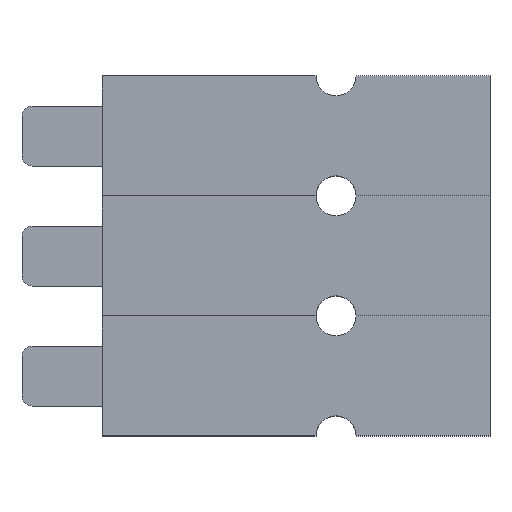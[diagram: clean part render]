
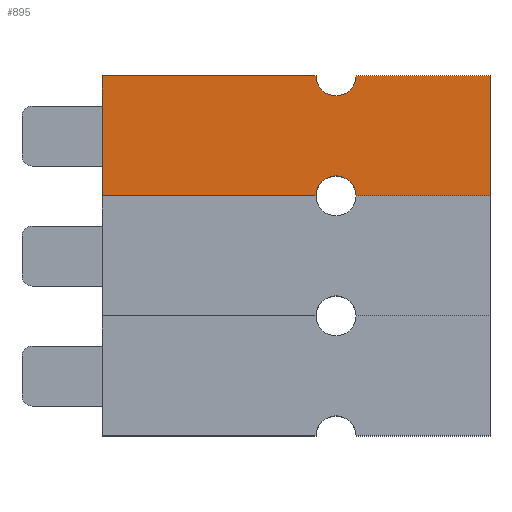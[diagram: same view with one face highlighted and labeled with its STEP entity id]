
A CAD part, top view. The second image highlights one B-rep face of the part: STEP entity #895.
In plain terms, the highlighted planar face has unit normal (0, 0, 1).
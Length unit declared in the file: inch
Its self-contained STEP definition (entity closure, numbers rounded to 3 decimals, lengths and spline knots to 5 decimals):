
#750=CIRCLE('',#2580,0.05);
#751=CIRCLE('',#2581,0.05);
#801=FACE_OUTER_BOUND('',#1091,.T.);
#895=ADVANCED_FACE('',(#801),#987,.T.);
#987=PLANE('',#2582);
#1091=EDGE_LOOP('',(#1384,#1385,#1386,#1387,#1388,#1389,#1390,#1391));
#1384=ORIENTED_EDGE('',*,*,#1958,.F.);
#1385=ORIENTED_EDGE('',*,*,#1953,.T.);
#1386=ORIENTED_EDGE('',*,*,#1906,.T.);
#1387=ORIENTED_EDGE('',*,*,#1920,.T.);
#1388=ORIENTED_EDGE('',*,*,#1959,.F.);
#1389=ORIENTED_EDGE('',*,*,#1955,.T.);
#1390=ORIENTED_EDGE('',*,*,#1947,.T.);
#1391=ORIENTED_EDGE('',*,*,#1914,.T.);
#1710=VERTEX_POINT('',#3296);
#1711=VERTEX_POINT('',#3298);
#1718=VERTEX_POINT('',#3313);
#1719=VERTEX_POINT('',#3315);
#1723=VERTEX_POINT('',#3325);
#1745=VERTEX_POINT('',#3379);
#1750=VERTEX_POINT('',#3391);
#1751=VERTEX_POINT('',#3395);
#1906=EDGE_CURVE('',#1711,#1710,#2150,.T.);
#1914=EDGE_CURVE('',#1719,#1718,#2158,.T.);
#1920=EDGE_CURVE('',#1710,#1723,#2164,.T.);
#1947=EDGE_CURVE('',#1745,#1719,#2189,.T.);
#1953=EDGE_CURVE('',#1750,#1711,#2195,.T.);
#1955=EDGE_CURVE('',#1751,#1745,#2197,.T.);
#1958=EDGE_CURVE('',#1750,#1718,#750,.T.);
#1959=EDGE_CURVE('',#1751,#1723,#751,.T.);
#2150=LINE('',#3297,#2378);
#2158=LINE('',#3314,#2386);
#2164=LINE('',#3326,#2392);
#2189=LINE('',#3378,#2417);
#2195=LINE('',#3390,#2423);
#2197=LINE('',#3394,#2425);
#2378=VECTOR('',#2809,1.);
#2386=VECTOR('',#2819,1.);
#2392=VECTOR('',#2827,1.);
#2417=VECTOR('',#2864,1.);
#2423=VECTOR('',#2872,1.);
#2425=VECTOR('',#2876,1.);
#2580=AXIS2_PLACEMENT_3D('',#3399,#2881,#2882);
#2581=AXIS2_PLACEMENT_3D('',#3400,#2883,#2884);
#2582=AXIS2_PLACEMENT_3D('',#3401,#2885,#2886);
#2809=DIRECTION('',(0.,-1.,0.));
#2819=DIRECTION('',(-1.,0.,0.));
#2827=DIRECTION('',(1.,0.,0.));
#2864=DIRECTION('',(0.,1.,0.));
#2872=DIRECTION('',(-1.,0.,0.));
#2876=DIRECTION('',(1.,0.,0.));
#2881=DIRECTION('',(0.,0.,1.));
#2882=DIRECTION('',(1.,0.,0.));
#2883=DIRECTION('',(0.,0.,1.));
#2884=DIRECTION('',(1.,0.,0.));
#2885=DIRECTION('',(0.,0.,1.));
#2886=DIRECTION('',(1.,0.,0.));
#3296=CARTESIAN_POINT('',(0.,0.6,0.31));
#3297=CARTESIAN_POINT('',(0.,0.9,0.31));
#3298=CARTESIAN_POINT('',(0.,0.9,0.31));
#3313=CARTESIAN_POINT('',(0.635,0.9,0.31));
#3314=CARTESIAN_POINT('',(0.97,0.9,0.31));
#3315=CARTESIAN_POINT('',(0.97,0.9,0.31));
#3325=CARTESIAN_POINT('',(0.535,0.6,0.31));
#3326=CARTESIAN_POINT('',(0.,0.6,0.31));
#3378=CARTESIAN_POINT('',(0.97,0.6,0.31));
#3379=CARTESIAN_POINT('',(0.97,0.6,0.31));
#3390=CARTESIAN_POINT('',(0.97,0.9,0.31));
#3391=CARTESIAN_POINT('',(0.535,0.9,0.31));
#3394=CARTESIAN_POINT('',(0.,0.6,0.31));
#3395=CARTESIAN_POINT('',(0.635,0.6,0.31));
#3399=CARTESIAN_POINT('',(0.585,0.9,0.31));
#3400=CARTESIAN_POINT('',(0.585,0.6,0.31));
#3401=CARTESIAN_POINT('',(0.,0.,0.31));
